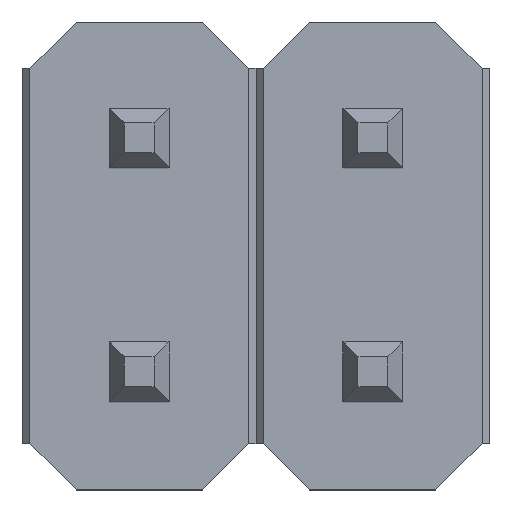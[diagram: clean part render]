
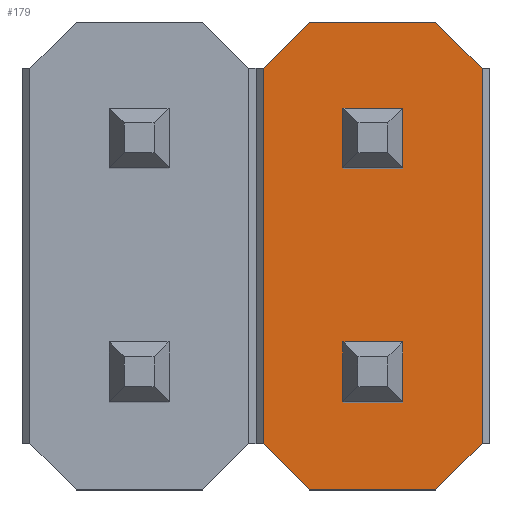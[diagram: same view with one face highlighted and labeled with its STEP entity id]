
A CAD part, top view. The second image highlights one B-rep face of the part: STEP entity #179.
In plain terms, the highlighted planar face has unit normal (0, 0, 1).
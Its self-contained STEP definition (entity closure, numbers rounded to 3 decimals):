
#179=ADVANCED_FACE('',(#1025),#1027,.T.);
#1025=FACE_BOUND('',#1026,.T.);
#1026=EDGE_LOOP('',(#1674,#1675,#1676,#1677,#1678,#1679,#1680,#1681));
#1027=PLANE('',#1028);
#1028=AXIS2_PLACEMENT_3D('',#1029,#1030,#1031);
#1029=CARTESIAN_POINT('',(2.54,0.,2.5));
#1030=DIRECTION('',(0.,0.,1.));
#1031=DIRECTION('',(1.,0.,0.));
#1674=ORIENTED_EDGE('',*,*,#2070,.T.);
#1675=ORIENTED_EDGE('',*,*,#2059,.T.);
#1676=ORIENTED_EDGE('',*,*,#2071,.T.);
#1677=ORIENTED_EDGE('',*,*,#2053,.T.);
#1678=ORIENTED_EDGE('',*,*,#2072,.T.);
#1679=ORIENTED_EDGE('',*,*,#2041,.T.);
#1680=ORIENTED_EDGE('',*,*,#2073,.T.);
#1681=ORIENTED_EDGE('',*,*,#2068,.T.);
#2041=EDGE_CURVE('',#2247,#2245,#2248,.T.);
#2053=EDGE_CURVE('',#2267,#2262,#2268,.T.);
#2059=EDGE_CURVE('',#2279,#2277,#2280,.T.);
#2068=EDGE_CURVE('',#2293,#2291,#2294,.T.);
#2070=EDGE_CURVE('',#2291,#2279,#2296,.F.);
#2071=EDGE_CURVE('',#2277,#2267,#2297,.T.);
#2072=EDGE_CURVE('',#2262,#2247,#2298,.F.);
#2073=EDGE_CURVE('',#2245,#2293,#2299,.T.);
#2245=VERTEX_POINT('',#2567);
#2247=VERTEX_POINT('',#2571);
#2248=LINE('',#2572,#2573);
#2262=VERTEX_POINT('',#2604);
#2267=VERTEX_POINT('',#2615);
#2268=LINE('',#2616,#2617);
#2277=VERTEX_POINT('',#2635);
#2279=VERTEX_POINT('',#2639);
#2280=LINE('',#2640,#2641);
#2291=VERTEX_POINT('',#2667);
#2293=VERTEX_POINT('',#2671);
#2294=LINE('',#2672,#2673);
#2296=LINE('',#2678,#2679);
#2297=LINE('',#2681,#2682);
#2298=LINE('',#2684,#2685);
#2299=LINE('',#2687,#2688);
#2567=CARTESIAN_POINT('',(3.225,3.81,2.5));
#2571=CARTESIAN_POINT('',(3.725,3.31,2.5));
#2572=CARTESIAN_POINT('',(3.725,3.31,2.5));
#2573=VECTOR('',#2574,1.);
#2574=DIRECTION('',(-0.707,0.707,0.));
#2604=CARTESIAN_POINT('',(3.725,-0.77,2.5));
#2615=CARTESIAN_POINT('',(3.225,-1.27,2.5));
#2616=CARTESIAN_POINT('',(3.225,-1.27,2.5));
#2617=VECTOR('',#2618,1.);
#2618=DIRECTION('',(0.707,0.707,0.));
#2635=CARTESIAN_POINT('',(1.855,-1.27,2.5));
#2639=CARTESIAN_POINT('',(1.355,-0.77,2.5));
#2640=CARTESIAN_POINT('',(1.355,-0.77,2.5));
#2641=VECTOR('',#2642,1.);
#2642=DIRECTION('',(0.707,-0.707,0.));
#2667=CARTESIAN_POINT('',(1.355,3.31,2.5));
#2671=CARTESIAN_POINT('',(1.855,3.81,2.5));
#2672=CARTESIAN_POINT('',(1.855,3.81,2.5));
#2673=VECTOR('',#2674,1.);
#2674=DIRECTION('',(-0.707,-0.707,0.));
#2678=CARTESIAN_POINT('',(1.355,-0.77,2.5));
#2679=VECTOR('',#2680,1.);
#2680=DIRECTION('',(0.,1.,0.));
#2681=CARTESIAN_POINT('',(1.855,-1.27,2.5));
#2682=VECTOR('',#2683,1.);
#2683=DIRECTION('',(1.,0.,0.));
#2684=CARTESIAN_POINT('',(3.725,3.31,2.5));
#2685=VECTOR('',#2686,1.);
#2686=DIRECTION('',(0.,-1.,0.));
#2687=CARTESIAN_POINT('',(3.225,3.81,2.5));
#2688=VECTOR('',#2689,1.);
#2689=DIRECTION('',(-1.,0.,0.));
